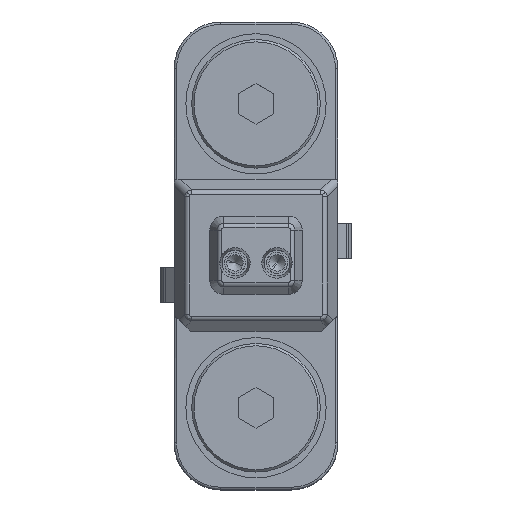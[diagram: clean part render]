
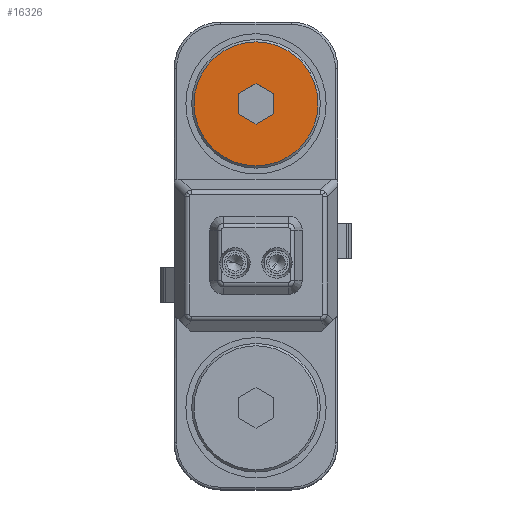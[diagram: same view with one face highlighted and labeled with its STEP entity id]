
A CAD part, top view. The second image highlights one B-rep face of the part: STEP entity #16326.
In plain terms, the highlighted planar face has unit normal (0, 0, 1).
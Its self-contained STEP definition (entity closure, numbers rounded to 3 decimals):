
#63 = EDGE_CURVE ( 'NONE', #18787, #17419, #23353, .T. ) ;
#608 = LINE ( 'NONE', #15373, #24987 ) ;
#759 = CARTESIAN_POINT ( 'NONE',  ( 0., 6.5, 10. ) ) ;
#1226 = CARTESIAN_POINT ( 'NONE',  ( 0.75, 6.067, 10. ) ) ;
#2327 = CARTESIAN_POINT ( 'NONE',  ( -0.75, 6.933, 10. ) ) ;
#2438 = CARTESIAN_POINT ( 'NONE',  ( -0.75, 6.067, 10. ) ) ;
#3254 = ORIENTED_EDGE ( 'NONE', *, *, #63, .F. ) ;
#3359 = FACE_BOUND ( 'NONE', #12423, .T. ) ;
#4559 = LINE ( 'NONE', #16125, #28902 ) ;
#4733 = CARTESIAN_POINT ( 'NONE',  ( 0., 7.366, 10. ) ) ;
#5532 = ORIENTED_EDGE ( 'NONE', *, *, #15696, .T. ) ;
#5827 = VECTOR ( 'NONE', #11502, 1000. ) ;
#6268 = VECTOR ( 'NONE', #18241, 1000. ) ;
#6522 = CARTESIAN_POINT ( 'NONE',  ( 0., 5.634, 10. ) ) ;
#6539 = DIRECTION ( 'NONE',  ( -0.866, -0.5, 0. ) ) ;
#6858 = EDGE_CURVE ( 'NONE', #22471, #8284, #608, .T. ) ;
#7894 = CIRCLE ( 'NONE', #28925, 2.65 ) ;
#7967 = VERTEX_POINT ( 'NONE', #2327 ) ;
#8284 = VERTEX_POINT ( 'NONE', #12446 ) ;
#8565 = VERTEX_POINT ( 'NONE', #29443 ) ;
#8684 = VECTOR ( 'NONE', #6539, 1000. ) ;
#10594 = PLANE ( 'NONE',  #20480 ) ;
#10709 = DIRECTION ( 'NONE',  ( 0.866, 0.5, 0. ) ) ;
#11502 = DIRECTION ( 'NONE',  ( 0.866, 0.5, 0. ) ) ;
#11800 = ORIENTED_EDGE ( 'NONE', *, *, #30080, .F. ) ;
#12423 = EDGE_LOOP ( 'NONE', ( #27804, #30455, #11800, #30079, #20834, #3254 ) ) ;
#12446 = CARTESIAN_POINT ( 'NONE',  ( 0., 7.366, 10. ) ) ;
#12648 = DIRECTION ( 'NONE',  ( 0., 0., 1. ) ) ;
#12852 = DIRECTION ( 'NONE',  ( 0., 0., -1. ) ) ;
#13013 = FACE_OUTER_BOUND ( 'NONE', #16566, .T. ) ;
#13046 = EDGE_CURVE ( 'NONE', #30305, #18787, #31529, .T. ) ;
#13644 = DIRECTION ( 'NONE',  ( 0., 0., 1. ) ) ;
#13721 = CARTESIAN_POINT ( 'NONE',  ( 0., 5.634, 10. ) ) ;
#14788 = VERTEX_POINT ( 'NONE', #15344 ) ;
#15239 = DIRECTION ( 'NONE',  ( -1., 0., 0. ) ) ;
#15344 = CARTESIAN_POINT ( 'NONE',  ( 2.295, 7.825, 10. ) ) ;
#15373 = CARTESIAN_POINT ( 'NONE',  ( 0.75, 6.933, 10. ) ) ;
#15696 = EDGE_CURVE ( 'NONE', #8565, #14788, #15818, .T. ) ;
#15818 = CIRCLE ( 'NONE', #25539, 2.65 ) ;
#16125 = CARTESIAN_POINT ( 'NONE',  ( -0.75, 6.933, 10. ) ) ;
#16187 = DIRECTION ( 'NONE',  ( 0.866, 0.5, 0. ) ) ;
#16326 = ADVANCED_FACE ( 'NONE', ( #3359, #13013 ), #10594, .F. ) ;
#16566 = EDGE_LOOP ( 'NONE', ( #31359, #5532 ) ) ;
#17419 = VERTEX_POINT ( 'NONE', #22855 ) ;
#17935 = DIRECTION ( 'NONE',  ( -0.866, 0.5, 0. ) ) ;
#18241 = DIRECTION ( 'NONE',  ( 0., 1., 0. ) ) ;
#18456 = CARTESIAN_POINT ( 'NONE',  ( 1.375, 4.118, 10. ) ) ;
#18787 = VERTEX_POINT ( 'NONE', #13721 ) ;
#20076 = CARTESIAN_POINT ( 'NONE',  ( 0.75, 6.933, 10. ) ) ;
#20390 = VECTOR ( 'NONE', #26843, 1000. ) ;
#20480 = AXIS2_PLACEMENT_3D ( 'NONE', #18456, #12852, #15239 ) ;
#20834 = ORIENTED_EDGE ( 'NONE', *, *, #20856, .F. ) ;
#20856 = EDGE_CURVE ( 'NONE', #17419, #22471, #28378, .T. ) ;
#21763 = LINE ( 'NONE', #4733, #8684 ) ;
#22049 = EDGE_CURVE ( 'NONE', #7967, #30305, #4559, .T. ) ;
#22471 = VERTEX_POINT ( 'NONE', #20076 ) ;
#22855 = CARTESIAN_POINT ( 'NONE',  ( 0.75, 6.067, 10. ) ) ;
#23353 = LINE ( 'NONE', #6522, #5827 ) ;
#23729 = CARTESIAN_POINT ( 'NONE',  ( 0., 6.5, 10. ) ) ;
#24780 = EDGE_CURVE ( 'NONE', #14788, #8565, #7894, .T. ) ;
#24987 = VECTOR ( 'NONE', #17935, 1000. ) ;
#25539 = AXIS2_PLACEMENT_3D ( 'NONE', #759, #12648, #10709 ) ;
#26843 = DIRECTION ( 'NONE',  ( 0.866, -0.5, 0. ) ) ;
#27804 = ORIENTED_EDGE ( 'NONE', *, *, #13046, .F. ) ;
#28378 = LINE ( 'NONE', #1226, #6268 ) ;
#28902 = VECTOR ( 'NONE', #30912, 1000. ) ;
#28925 = AXIS2_PLACEMENT_3D ( 'NONE', #23729, #13644, #16187 ) ;
#29443 = CARTESIAN_POINT ( 'NONE',  ( -2.295, 5.175, 10. ) ) ;
#30079 = ORIENTED_EDGE ( 'NONE', *, *, #6858, .F. ) ;
#30080 = EDGE_CURVE ( 'NONE', #8284, #7967, #21763, .T. ) ;
#30305 = VERTEX_POINT ( 'NONE', #30567 ) ;
#30455 = ORIENTED_EDGE ( 'NONE', *, *, #22049, .F. ) ;
#30567 = CARTESIAN_POINT ( 'NONE',  ( -0.75, 6.067, 10. ) ) ;
#30912 = DIRECTION ( 'NONE',  ( 0., -1., 0. ) ) ;
#31359 = ORIENTED_EDGE ( 'NONE', *, *, #24780, .T. ) ;
#31529 = LINE ( 'NONE', #2438, #20390 ) ;
